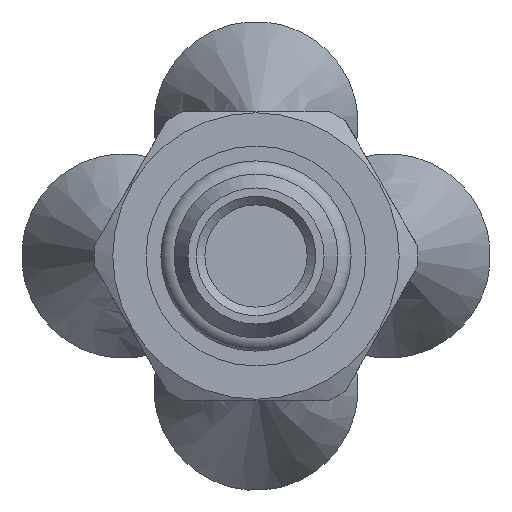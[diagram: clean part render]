
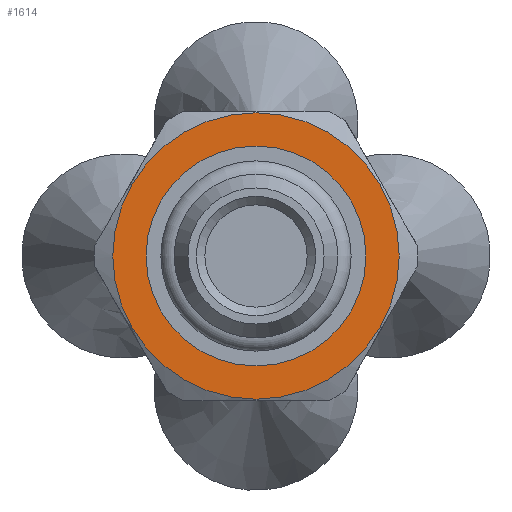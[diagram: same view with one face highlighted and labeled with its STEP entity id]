
A CAD part, front view. The second image highlights one B-rep face of the part: STEP entity #1614.
In plain terms, the highlighted planar face has unit normal (0, -1, 0).
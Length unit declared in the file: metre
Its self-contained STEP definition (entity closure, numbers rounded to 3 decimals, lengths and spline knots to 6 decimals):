
#1614 = ADVANCED_FACE( 'NONE', ( #3687, #3688 ), #3689, .T. );
#3687 = FACE_OUTER_BOUND( '', #10210, .T. );
#3688 = FACE_BOUND( '', #10211, .T. );
#3689 = PLANE( '', #10212 );
#10210 = EDGE_LOOP( '', ( #18539 ) );
#10211 = EDGE_LOOP( '', ( #18540 ) );
#10212 = AXIS2_PLACEMENT_3D( '', #18541, #18542, #18543 );
#18539 = ORIENTED_EDGE( '', *, *, #23639, .T. );
#18540 = ORIENTED_EDGE( '', *, *, #23640, .F. );
#18541 = CARTESIAN_POINT( '', ( 0.00645, -0.005, 0. ) );
#18542 = DIRECTION( '', ( 0., -1., 0. ) );
#18543 = DIRECTION( '', ( 0., 0., -1. ) );
#23639 = EDGE_CURVE( 'NONE', #27731, #27731, #27732, .T. );
#23640 = EDGE_CURVE( 'NONE', #27733, #27733, #27734, .T. );
#27731 = VERTEX_POINT( '', #39023 );
#27732 = CIRCLE( '', #39024, 0.0084 );
#27733 = VERTEX_POINT( '', #39025 );
#27734 = CIRCLE( '', #39026, 0.00645 );
#39023 = CARTESIAN_POINT( '', ( 0., -0.005, -0.0084 ) );
#39024 = AXIS2_PLACEMENT_3D( '', #43567, #43568, #43569 );
#39025 = CARTESIAN_POINT( '', ( 0., -0.005, -0.00645 ) );
#39026 = AXIS2_PLACEMENT_3D( '', #43570, #43571, #43572 );
#43567 = CARTESIAN_POINT( '', ( 0., -0.005, 0. ) );
#43568 = DIRECTION( '', ( 0., -1., 0. ) );
#43569 = DIRECTION( '', ( 0., 0., -1. ) );
#43570 = CARTESIAN_POINT( '', ( 0., -0.005, 0. ) );
#43571 = DIRECTION( '', ( 0., -1., 0. ) );
#43572 = DIRECTION( '', ( 0., 0., -1. ) );
